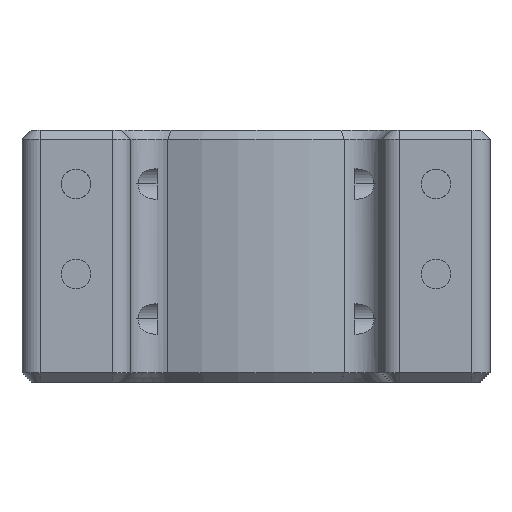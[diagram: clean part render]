
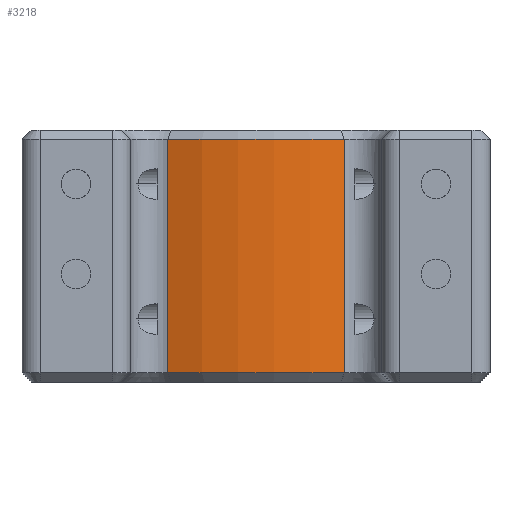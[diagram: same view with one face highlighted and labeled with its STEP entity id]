
A CAD part, front view. The second image highlights one B-rep face of the part: STEP entity #3218.
In plain terms, the highlighted cylindrical face has radius 25 mm (diameter 50 mm), a partial arc.
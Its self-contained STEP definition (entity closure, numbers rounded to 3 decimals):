
#69 = AXIS2_PLACEMENT_3D ( 'NONE', #4550, #1740, #5704 ) ;
#116 = EDGE_CURVE ( 'NONE', #929, #3688, #5064, .T. ) ;
#252 = ORIENTED_EDGE ( 'NONE', *, *, #5664, .T. ) ;
#282 = DIRECTION ( 'NONE',  ( 0., 0., -1. ) ) ;
#600 = DIRECTION ( 'NONE',  ( -1., 0., 0. ) ) ;
#628 = LINE ( 'NONE', #5815, #6324 ) ;
#845 = AXIS2_PLACEMENT_3D ( 'NONE', #1767, #2886, #600 ) ;
#859 = ORIENTED_EDGE ( 'NONE', *, *, #116, .T. ) ;
#929 = VERTEX_POINT ( 'NONE', #3522 ) ;
#933 = EDGE_CURVE ( 'NONE', #6746, #929, #628, .T. ) ;
#1679 = VERTEX_POINT ( 'NONE', #2918 ) ;
#1714 = AXIS2_PLACEMENT_3D ( 'NONE', #4436, #5627, #3312 ) ;
#1740 = DIRECTION ( 'NONE',  ( 0., 0., -1. ) ) ;
#1767 = CARTESIAN_POINT ( 'NONE',  ( 0., -2.5, 14. ) ) ;
#1973 = EDGE_LOOP ( 'NONE', ( #2085, #859, #7156, #252 ) ) ;
#2085 = ORIENTED_EDGE ( 'NONE', *, *, #933, .T. ) ;
#2471 = CYLINDRICAL_SURFACE ( 'NONE', #69, 25. ) ;
#2886 = DIRECTION ( 'NONE',  ( 0., 0., 1. ) ) ;
#2918 = CARTESIAN_POINT ( 'NONE',  ( 9.821, -25.49, 40. ) ) ;
#3218 = ADVANCED_FACE ( 'NONE', ( #6177 ), #2471, .T. ) ;
#3312 = DIRECTION ( 'NONE',  ( 1., 0., 0. ) ) ;
#3390 = EDGE_CURVE ( 'NONE', #3688, #1679, #3666, .T. ) ;
#3522 = CARTESIAN_POINT ( 'NONE',  ( -9.821, -25.49, 14. ) ) ;
#3666 = LINE ( 'NONE', #6380, #5029 ) ;
#3688 = VERTEX_POINT ( 'NONE', #6213 ) ;
#4436 = CARTESIAN_POINT ( 'NONE',  ( 0., -2.5, 40. ) ) ;
#4550 = CARTESIAN_POINT ( 'NONE',  ( 0., -2.5, 20. ) ) ;
#4661 = DIRECTION ( 'NONE',  ( 0., 0., 1. ) ) ;
#5029 = VECTOR ( 'NONE', #4661, 1000. ) ;
#5064 = CIRCLE ( 'NONE', #845, 25. ) ;
#5627 = DIRECTION ( 'NONE',  ( 0., 0., -1. ) ) ;
#5664 = EDGE_CURVE ( 'NONE', #1679, #6746, #6030, .T. ) ;
#5704 = DIRECTION ( 'NONE',  ( -1., 0., 0. ) ) ;
#5815 = CARTESIAN_POINT ( 'NONE',  ( -9.821, -25.49, 20. ) ) ;
#6030 = CIRCLE ( 'NONE', #1714, 25. ) ;
#6177 = FACE_OUTER_BOUND ( 'NONE', #1973, .T. ) ;
#6213 = CARTESIAN_POINT ( 'NONE',  ( 9.821, -25.49, 14. ) ) ;
#6324 = VECTOR ( 'NONE', #282, 1000. ) ;
#6365 = CARTESIAN_POINT ( 'NONE',  ( -9.821, -25.49, 40. ) ) ;
#6380 = CARTESIAN_POINT ( 'NONE',  ( 9.821, -25.49, 20. ) ) ;
#6746 = VERTEX_POINT ( 'NONE', #6365 ) ;
#7156 = ORIENTED_EDGE ( 'NONE', *, *, #3390, .T. ) ;
